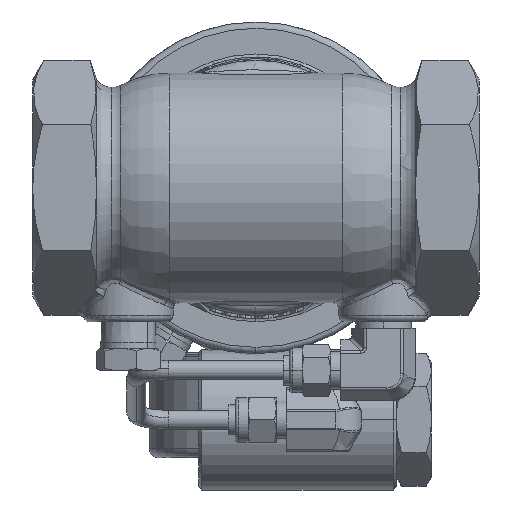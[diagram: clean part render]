
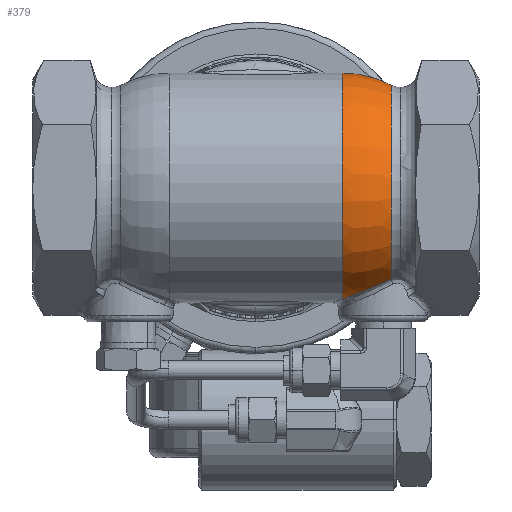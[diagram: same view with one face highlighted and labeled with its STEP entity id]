
A CAD part, front view. The second image highlights one B-rep face of the part: STEP entity #379.
In plain terms, the highlighted toroidal (fillet/blend) face has major radius 2.381 mm and minor radius 26.194 mm.
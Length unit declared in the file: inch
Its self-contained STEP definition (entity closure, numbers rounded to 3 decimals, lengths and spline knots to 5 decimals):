
#379 = ADVANCED_FACE ( 'NONE', ( #29807 ), #55785, .T. ) ;
#781 = CARTESIAN_POINT ( 'NONE',  ( 0.84375, 0., 1.125 ) ) ;
#1181 = ORIENTED_EDGE ( 'NONE', *, *, #11873, .T. ) ;
#4872 = CARTESIAN_POINT ( 'NONE',  ( 1.04033, -0.43531, -1.01713 ) ) ;
#6979 = EDGE_LOOP ( 'NONE', ( #1181, #25149, #59112, #31677 ) ) ;
#7940 = DIRECTION ( 'NONE',  ( -1., 0., 0. ) ) ;
#8879 = AXIS2_PLACEMENT_3D ( 'NONE', #23169, #25385, #31129 ) ;
#9544 = CARTESIAN_POINT ( 'NONE',  ( 0.85767, -0.295, -1.08582 ) ) ;
#9752 = CARTESIAN_POINT ( 'NONE',  ( 1.10405, -0.45764, -0.99137 ) ) ;
#10836 = CARTESIAN_POINT ( 'NONE',  ( 0.84375, -0.27544, -1.09076 ) ) ;
#11384 = DIRECTION ( 'NONE',  ( 0., 0., -1. ) ) ;
#11873 = EDGE_CURVE ( 'NONE', #48542, #55989, #15537, .T. ) ;
#14464 = EDGE_CURVE ( 'NONE', #57706, #61880, #23708, .T. ) ;
#14669 = CARTESIAN_POINT ( 'NONE',  ( 1.17033, -0.47062, -0.96342 ) ) ;
#14822 = DIRECTION ( 'NONE',  ( 0., 0., 1. ) ) ;
#15537 = CIRCLE ( 'NONE', #53666, 1.00644 ) ;
#18465 = AXIS2_PLACEMENT_3D ( 'NONE', #30627, #45210, #14822 ) ;
#19354 = CARTESIAN_POINT ( 'NONE',  ( 0.90564, -0.34705, -1.06846 ) ) ;
#19571 = CARTESIAN_POINT ( 'NONE',  ( 1.28055, -0.47264, -0.91426 ) ) ;
#23169 = CARTESIAN_POINT ( 'NONE',  ( 0.84375, 0., 0. ) ) ;
#23708 = CIRCLE ( 'NONE', #18465, 1.125 ) ;
#24241 = CARTESIAN_POINT ( 'NONE',  ( 0.95056, -0.38358, -1.05176 ) ) ;
#25149 = ORIENTED_EDGE ( 'NONE', *, *, #41188, .T. ) ;
#25385 = DIRECTION ( 'NONE',  ( -1., 0., 0. ) ) ;
#28913 = CARTESIAN_POINT ( 'NONE',  ( 0.84375, -0.27544, -1.09076 ) ) ;
#29132 = CARTESIAN_POINT ( 'NONE',  ( 0.97938, -0.40297, -1.04083 ) ) ;
#29157 = CARTESIAN_POINT ( 'NONE',  ( 1.32382, -0.46356, -0.89333 ) ) ;
#29807 = FACE_OUTER_BOUND ( 'NONE', #6979, .T. ) ;
#30627 = CARTESIAN_POINT ( 'NONE',  ( 0.84375, 0., 0. ) ) ;
#31129 = DIRECTION ( 'NONE',  ( 0., 0., 1. ) ) ;
#31677 = ORIENTED_EDGE ( 'NONE', *, *, #60959, .T. ) ;
#33067 = B_SPLINE_CURVE_WITH_KNOTS ( 'NONE', 3,
 ( #28913, #9544, #48617, #19354, #53497, #24241, #58394, #29132, #63335, #34065, #4872, #39008, #9752, #43915, #14669, #48821, #19571, #53704 ),
 .UNSPECIFIED., .F., .F.,
 ( 4, 2, 2, 2, 2, 2, 2, 2, 4 ),
 ( 0., 0.00187, 0.00373, 0.00467, 0.0056, 0.00747, 0.00933, 0.0112, 0.01493 ),
 .UNSPECIFIED. ) ;
#34065 = CARTESIAN_POINT ( 'NONE',  ( 1.01966, -0.42579, -1.02527 ) ) ;
#35438 = CARTESIAN_POINT ( 'NONE',  ( 1.32382, 0., 1.00644 ) ) ;
#35700 = CARTESIAN_POINT ( 'NONE',  ( 0.84375, 0., 0.09375 ) ) ;
#38506 = CIRCLE ( 'NONE', #43773, 1.03125 ) ;
#39008 = CARTESIAN_POINT ( 'NONE',  ( 1.08253, -0.45124, -1.00018 ) ) ;
#40610 = DIRECTION ( 'NONE',  ( 0., -1., 0. ) ) ;
#41188 = EDGE_CURVE ( 'NONE', #55989, #61880, #38506, .T. ) ;
#42106 = DIRECTION ( 'NONE',  ( 0., 0., 1. ) ) ;
#43773 = AXIS2_PLACEMENT_3D ( 'NONE', #35700, #40610, #11384 ) ;
#43915 = CARTESIAN_POINT ( 'NONE',  ( 1.14791, -0.46734, -0.97301 ) ) ;
#45210 = DIRECTION ( 'NONE',  ( -1., 0., 0. ) ) ;
#48542 = VERTEX_POINT ( 'NONE', #29157 ) ;
#48617 = CARTESIAN_POINT ( 'NONE',  ( 0.87301, -0.31336, -1.08033 ) ) ;
#48821 = CARTESIAN_POINT ( 'NONE',  ( 1.23674, -0.47557, -0.93434 ) ) ;
#53497 = CARTESIAN_POINT ( 'NONE',  ( 0.92301, -0.36248, -1.06207 ) ) ;
#53666 = AXIS2_PLACEMENT_3D ( 'NONE', #56379, #7940, #42106 ) ;
#53704 = CARTESIAN_POINT ( 'NONE',  ( 1.32382, -0.46356, -0.89333 ) ) ;
#55785 = TOROIDAL_SURFACE ( 'NONE', #8879, 0.09375, 1.03125 ) ;
#55989 = VERTEX_POINT ( 'NONE', #35438 ) ;
#56379 = CARTESIAN_POINT ( 'NONE',  ( 1.32382, 0., 0. ) ) ;
#57706 = VERTEX_POINT ( 'NONE', #10836 ) ;
#58394 = CARTESIAN_POINT ( 'NONE',  ( 0.96, -0.39027, -1.0482 ) ) ;
#59112 = ORIENTED_EDGE ( 'NONE', *, *, #14464, .F. ) ;
#60959 = EDGE_CURVE ( 'NONE', #57706, #48542, #33067, .T. ) ;
#61880 = VERTEX_POINT ( 'NONE', #781 ) ;
#63335 = CARTESIAN_POINT ( 'NONE',  ( 0.98936, -0.40899, -1.037 ) ) ;
